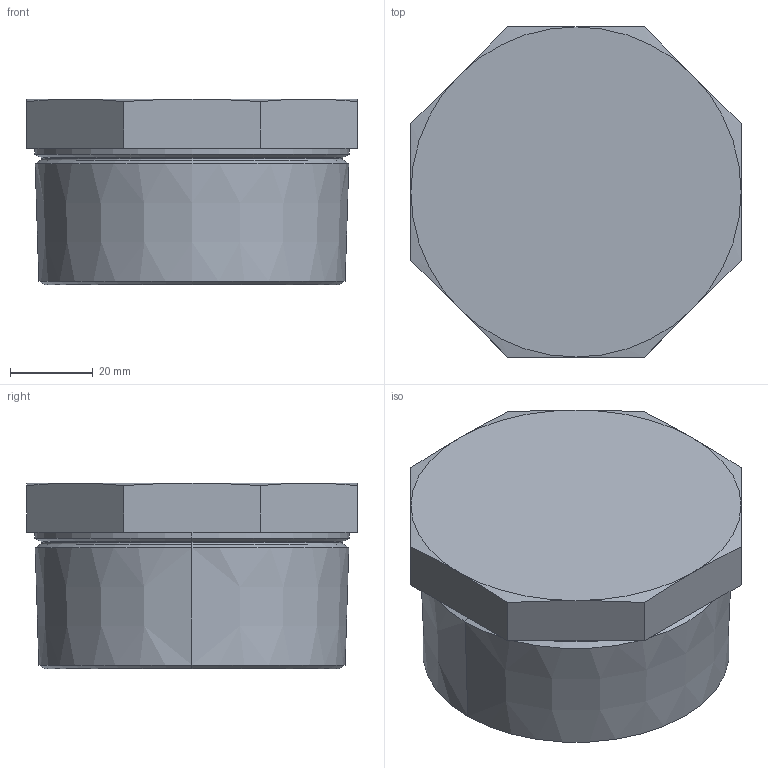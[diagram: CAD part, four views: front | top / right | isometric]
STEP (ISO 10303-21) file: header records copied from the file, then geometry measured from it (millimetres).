
FILE_DESCRIPTION (( 'STEP AP203' ), '1' );
FILE_NAME ('11-0235-10_outokumpu.step', '2015-08-11T13:30:04', ( '' ), ( '' ), 'SwSTEP 2.0', 'SolidWorks 2008', '' );
FILE_SCHEMA (( 'CONFIG_CONTROL_DESIGN' ));
Length unit declared in the file: millimetre
Products named in the file (1): 11-0235-10_outokumpu
Bounding box: 80 x 80 x 45 mm (x, y, z)
Volume: 209325.4 mm3; surface area: 21547.9 mm2
Topology: 1 solids, 1 shells, 33 faces, 70 edges, 40 vertices
Faces by surface type: cone 18, plane 11, torus 4
Entity records: 997 total; most frequent: CARTESIAN_POINT 224, DIRECTION 150, ORIENTED_EDGE 140, EDGE_CURVE 70, AXIS2_PLACEMENT_3D 62, VERTEX_POINT 40, EDGE_LOOP 34, FACE_OUTER_BOUND 33
